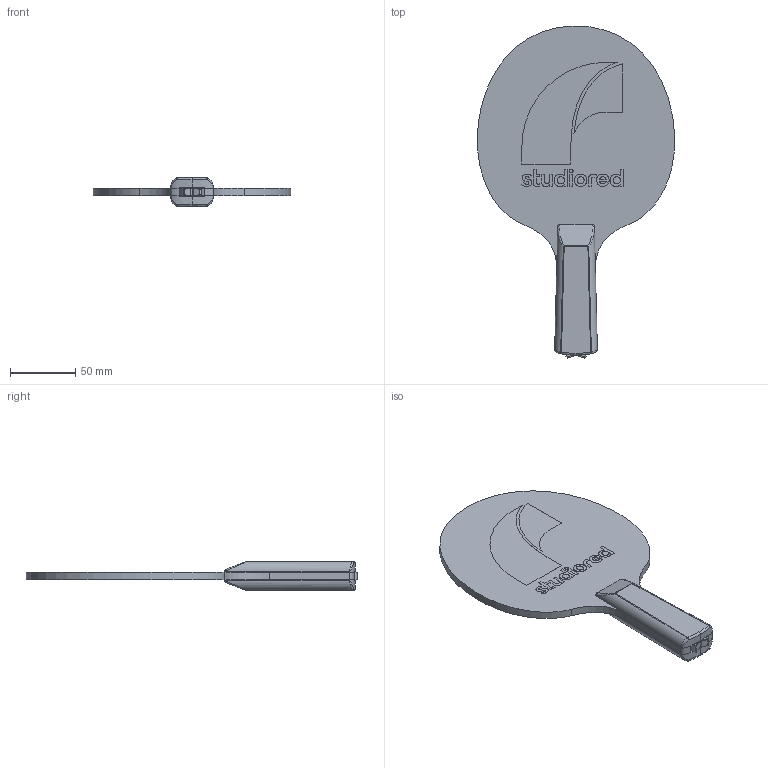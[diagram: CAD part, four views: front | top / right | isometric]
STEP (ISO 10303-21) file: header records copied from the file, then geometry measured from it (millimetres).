
FILE_DESCRIPTION (( 'STEP AP203' ), '1' );
FILE_NAME ('lighted paddle.STEP', '2019-11-14T19:02:49', ( '' ), ( '' ), 'SwSTEP 2.0', 'SolidWorks 2017', '' );
FILE_SCHEMA (( 'CONFIG_CONTROL_DESIGN' ));
Length unit declared in the file: millimetre
Products named in the file (10): ping pong paddle; lighted paddle; Removable Handle; Fixed Handle; aaa battery; LED; keystone-PN5202; keystone-PN5212; keystone-PN5224; RK8006 rocker switch
Assembly tree (13 placements, depth 2):
  lighted paddle
    ping pong paddle
    Removable Handle
    Fixed Handle
    aaa battery  x2
    LED  x4
    keystone-PN5202
    keystone-PN5212
    keystone-PN5224
    RK8006 rocker switch
Bounding box: 151.24 x 254.54 x 22 mm (x, y, z)
Volume: 168910.9 mm3; surface area: 72434.7 mm2
Topology: 22 solids, 22 shells, 870 faces, 2129 edges, 1319 vertices
Faces by surface type: plane 434, cylinder 235, bspline 133, sphere 34, torus 18, cone 16
Entity records: 30646 total; most frequent: CARTESIAN_POINT 12205, ORIENTED_EDGE 3678, DIRECTION 3446, EDGE_CURVE 1839, AXIS2_PLACEMENT_3D 1205, VERTEX_POINT 1172, LINE 1036, VECTOR 1036
